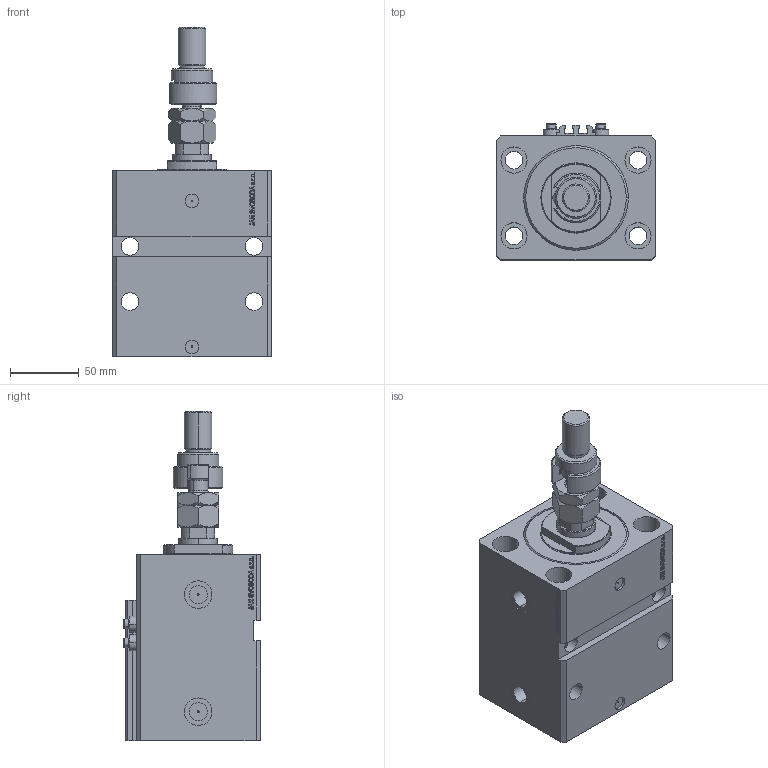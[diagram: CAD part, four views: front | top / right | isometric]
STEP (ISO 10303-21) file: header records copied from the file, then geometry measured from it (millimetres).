
FILE_DESCRIPTION (( 'STEP AP203' ), '1' );
FILE_NAME ('9b77.STEP', '2023-10-07T22:38:42', ( '' ), ( '' ), 'SwSTEP 2.0', 'SolidWorks 2019', '' );
FILE_SCHEMA (( 'CONFIG_CONTROL_DESIGN' ));
Length unit declared in the file: millimetre
Products named in the file (8): 9b77; V250CE_E_Body 15450031b0011a671c6602c73fea6b09; V250CE_C_VCP 15450031b0011a671c6602c73fea6b09; FEMALE_PART_FOR_DFA 15450031b0011a671c6602c73fea6b09; DFA 15450031b0011a671c6602c73fea6b09; ALLEN BOLT V250CE 15450031b0011a671c6602c73fea6b09; V250CE_VC_E 15450031b0011a671c6602c73fea6b09; MFA 15450031b0011a671c6602c73fea6b09
Assembly tree (10 placements, depth 3):
  9b77
    V250CE_E_Body 15450031b0011a671c6602c73fea6b09
    ALLEN BOLT V250CE 15450031b0011a671c6602c73fea6b09  x4
    V250CE_C_VCP 15450031b0011a671c6602c73fea6b09
    V250CE_VC_E 15450031b0011a671c6602c73fea6b09
    DFA 15450031b0011a671c6602c73fea6b09
      FEMALE_PART_FOR_DFA 15450031b0011a671c6602c73fea6b09
      MFA 15450031b0011a671c6602c73fea6b09
Bounding box: 115 x 99 x 239 mm (x, y, z)
Volume: 1208226.6 mm3; surface area: 199898.6 mm2
Topology: 10 solids, 10 shells, 1212 faces, 3000 edges, 1923 vertices
Faces by surface type: plane 571, bspline 368, cylinder 159, cone 96, torus 18
Entity records: 52013 total; most frequent: CARTESIAN_POINT 26442, ORIENTED_EDGE 5690, DIRECTION 3861, EDGE_CURVE 2845, VERTEX_POINT 1839, VECTOR 1689, LINE 1689, EDGE_LOOP 1282
